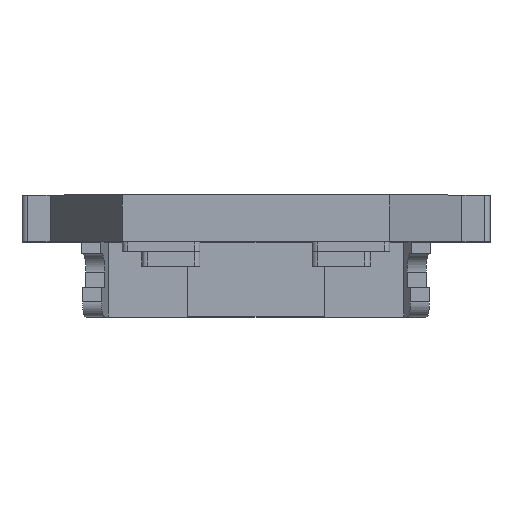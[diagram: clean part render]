
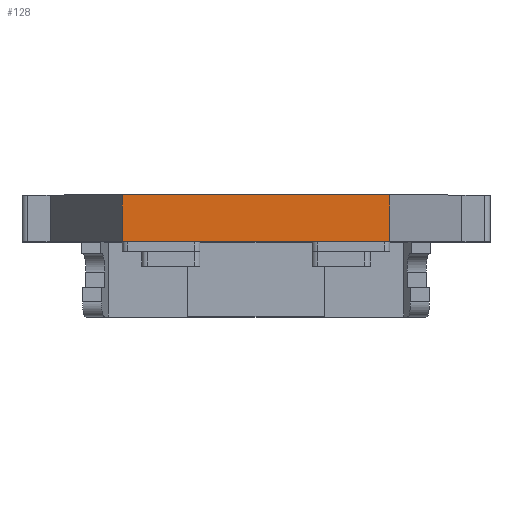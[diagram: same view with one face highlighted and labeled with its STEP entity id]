
A CAD part, top view. The second image highlights one B-rep face of the part: STEP entity #128.
In plain terms, the highlighted planar face has unit normal (0, 0, 1).
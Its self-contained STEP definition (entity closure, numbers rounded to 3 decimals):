
#128 = ADVANCED_FACE( '', ( #315 ), #316, .F. );
#315 = FACE_OUTER_BOUND( '', #577, .T. );
#316 = PLANE( '', #578 );
#577 = EDGE_LOOP( '', ( #1254, #1255, #1256, #1257 ) );
#578 = AXIS2_PLACEMENT_3D( '', #1258, #1259, #1260 );
#1254 = ORIENTED_EDGE( '', *, *, #2027, .T. );
#1255 = ORIENTED_EDGE( '', *, *, #2085, .F. );
#1256 = ORIENTED_EDGE( '', *, *, #1846, .F. );
#1257 = ORIENTED_EDGE( '', *, *, #1857, .T. );
#1258 = CARTESIAN_POINT( '', ( -7.132, 2.5, 13.7 ) );
#1259 = DIRECTION( '', ( 0., 0., -1. ) );
#1260 = DIRECTION( '', ( -1., 0., 0. ) );
#1846 = EDGE_CURVE( '', #2217, #2219, #2220, .T. );
#1857 = EDGE_CURVE( '', #2217, #2239, #2241, .T. );
#2027 = EDGE_CURVE( '', #2239, #2538, #2540, .T. );
#2085 = EDGE_CURVE( '', #2219, #2538, #2640, .T. );
#2217 = VERTEX_POINT( '', #2826 );
#2219 = VERTEX_POINT( '', #2829 );
#2220 = LINE( '', #2830, #2831 );
#2239 = VERTEX_POINT( '', #2857 );
#2241 = LINE( '', #2860, #2861 );
#2538 = VERTEX_POINT( '', #3480 );
#2540 = LINE( '', #3483, #3484 );
#2640 = LINE( '', #3623, #3624 );
#2826 = CARTESIAN_POINT( '', ( -7.132, 2.5, 13.7 ) );
#2829 = CARTESIAN_POINT( '', ( 7.132, 2.5, 13.7 ) );
#2830 = CARTESIAN_POINT( '', ( -7.132, 2.5, 13.7 ) );
#2831 = VECTOR( '', #3886, 1000. );
#2857 = CARTESIAN_POINT( '', ( -7.132, 0., 13.7 ) );
#2860 = CARTESIAN_POINT( '', ( -7.132, 2.5, 13.7 ) );
#2861 = VECTOR( '', #3901, 1000. );
#3480 = CARTESIAN_POINT( '', ( 7.132, 0., 13.7 ) );
#3483 = CARTESIAN_POINT( '', ( -7.132, 0., 13.7 ) );
#3484 = VECTOR( '', #4099, 1000. );
#3623 = CARTESIAN_POINT( '', ( 7.132, 2.5, 13.7 ) );
#3624 = VECTOR( '', #4193, 1000. );
#3886 = DIRECTION( '', ( 1., 0., 0. ) );
#3901 = DIRECTION( '', ( 0., -1., 0. ) );
#4099 = DIRECTION( '', ( 1., 0., 0. ) );
#4193 = DIRECTION( '', ( 0., -1., 0. ) );
